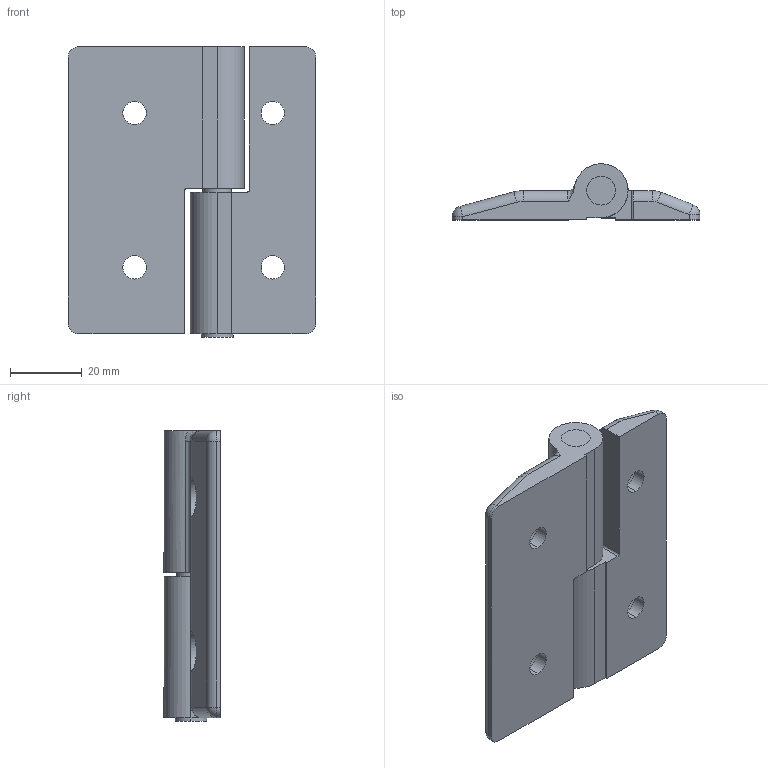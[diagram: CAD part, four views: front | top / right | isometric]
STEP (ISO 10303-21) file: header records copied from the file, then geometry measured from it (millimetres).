
FILE_DESCRIPTION (( 'STEP AP203' ), '1' );
FILE_NAME ('B-502-1-R.STEP', '2017-01-16T04:31:29', ( '' ), ( '' ), 'SwSTEP 2.0', 'SolidWorks 2014', '' );
FILE_SCHEMA (( 'CONFIG_CONTROL_DESIGN' ));
Length unit declared in the file: millimetre
Products named in the file (4): B-502-1-R羽根B_; B-502-1ピン_; B-502-1-R; B-502-1-R羽根A_
Assembly tree (3 placements, depth 2):
  B-502-1-R
    B-502-1ピン_
    B-502-1-R羽根A_
    B-502-1-R羽根B_
Bounding box: 69 x 15.6 x 81 mm (x, y, z)
Volume: 40959.8 mm3; surface area: 18819.3 mm2
Topology: 3 solids, 3 shells, 90 faces, 227 edges, 144 vertices
Faces by surface type: cylinder 53, plane 27, torus 4, sphere 4, bspline 2
Entity records: 3341 total; most frequent: CARTESIAN_POINT 726, DIRECTION 483, ORIENTED_EDGE 454, EDGE_CURVE 227, AXIS2_PLACEMENT_3D 189, VERTEX_POINT 144, VECTOR 105, LINE 105
